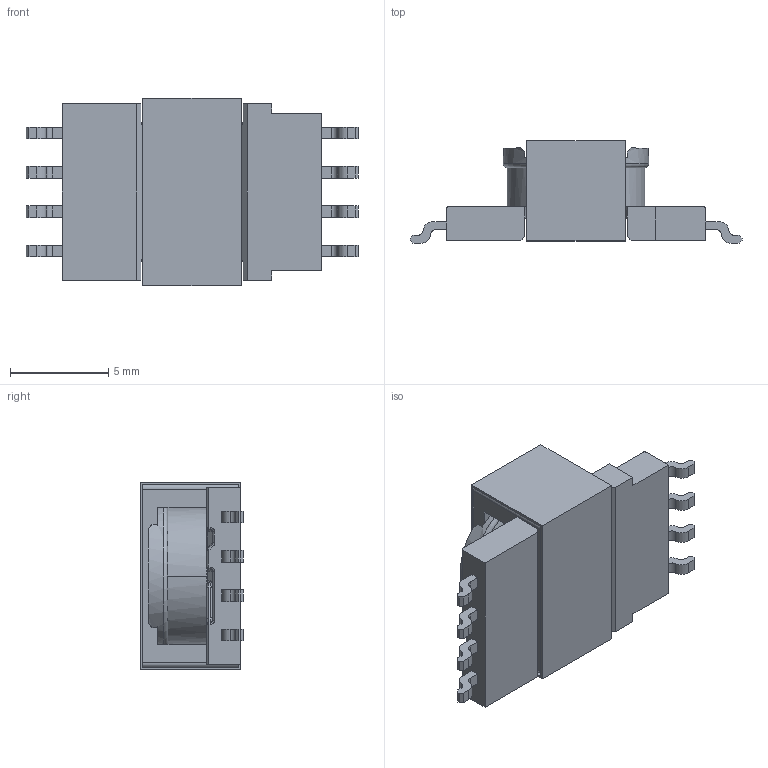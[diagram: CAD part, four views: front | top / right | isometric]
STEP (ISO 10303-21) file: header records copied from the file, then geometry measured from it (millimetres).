
FILE_DESCRIPTION((''),'2;1');
FILE_NAME('BA60951CS_20200701','2020-07-01T',('SandyS'),(''),'CREO PARAMETRIC BY PTC INC, 2014190','CREO PARAMETRIC BY PTC INC, 2014190','');
FILE_SCHEMA(('AUTOMOTIVE_DESIGN { 1 0 10303 214 1 1 1 1 }'));
Length unit declared in the file: millimetre
Products named in the file (1): BA60951CS_20200701
Bounding box: 16.9 x 5.22 x 9.55 mm (x, y, z)
Volume: 353.6 mm3; surface area: 723.1 mm2
Topology: 1 solids, 9 shells, 381 faces, 943 edges, 591 vertices
Faces by surface type: plane 210, cylinder 119, sphere 20, torus 16, bspline 12, cone 4
Entity records: 14369 total; most frequent: CARTESIAN_POINT 2625, DIRECTION 1912, ORIENTED_EDGE 1886, EDGE_CURVE 943, VECTOR 640, LINE 640, AXIS2_PLACEMENT_3D 636, VERTEX_POINT 591
